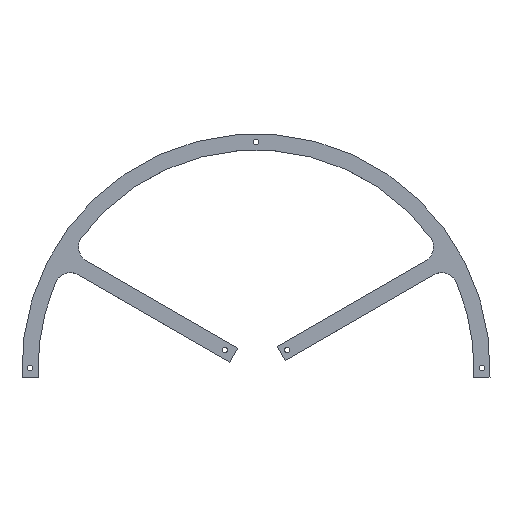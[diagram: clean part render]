
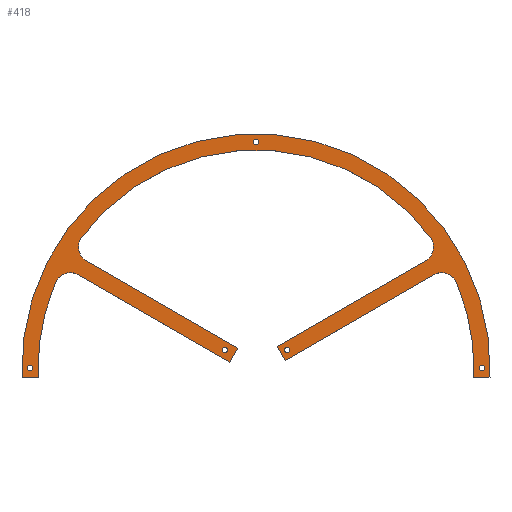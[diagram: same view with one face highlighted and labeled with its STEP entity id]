
A CAD part, top view. The second image highlights one B-rep face of the part: STEP entity #418.
In plain terms, the highlighted planar face has unit normal (0, 0, 1).
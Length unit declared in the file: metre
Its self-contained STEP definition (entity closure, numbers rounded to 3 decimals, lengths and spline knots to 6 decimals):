
#25=CIRCLE('',#455,0.1447);
#26=CIRCLE('',#456,0.1347);
#27=CIRCLE('',#457,0.01);
#28=CIRCLE('',#458,0.01);
#29=CIRCLE('',#459,0.1347);
#30=CIRCLE('',#460,0.01);
#31=CIRCLE('',#461,0.01);
#32=CIRCLE('',#462,0.1347);
#33=CIRCLE('',#463,0.0017);
#34=CIRCLE('',#464,0.0017);
#35=CIRCLE('',#465,0.0017);
#36=CIRCLE('',#466,0.0017);
#37=CIRCLE('',#467,0.0017);
#55=ORIENTED_EDGE('',*,*,#171,.T.);
#56=ORIENTED_EDGE('',*,*,#170,.T.);
#57=ORIENTED_EDGE('',*,*,#172,.F.);
#58=ORIENTED_EDGE('',*,*,#173,.F.);
#59=ORIENTED_EDGE('',*,*,#174,.T.);
#60=ORIENTED_EDGE('',*,*,#175,.T.);
#61=ORIENTED_EDGE('',*,*,#176,.T.);
#62=ORIENTED_EDGE('',*,*,#177,.F.);
#63=ORIENTED_EDGE('',*,*,#178,.F.);
#64=ORIENTED_EDGE('',*,*,#179,.F.);
#65=ORIENTED_EDGE('',*,*,#180,.F.);
#66=ORIENTED_EDGE('',*,*,#181,.F.);
#67=ORIENTED_EDGE('',*,*,#182,.F.);
#68=ORIENTED_EDGE('',*,*,#183,.F.);
#69=ORIENTED_EDGE('',*,*,#184,.F.);
#70=ORIENTED_EDGE('',*,*,#185,.T.);
#71=ORIENTED_EDGE('',*,*,#186,.F.);
#72=ORIENTED_EDGE('',*,*,#187,.F.);
#73=ORIENTED_EDGE('',*,*,#188,.F.);
#74=ORIENTED_EDGE('',*,*,#189,.F.);
#75=ORIENTED_EDGE('',*,*,#190,.F.);
#170=EDGE_CURVE('',#225,#228,#270,.T.);
#171=EDGE_CURVE('',#229,#225,#25,.T.);
#172=EDGE_CURVE('',#230,#228,#26,.T.);
#173=EDGE_CURVE('',#231,#230,#27,.T.);
#174=EDGE_CURVE('',#231,#232,#271,.T.);
#175=EDGE_CURVE('',#232,#233,#272,.T.);
#176=EDGE_CURVE('',#233,#234,#273,.T.);
#177=EDGE_CURVE('',#235,#234,#28,.T.);
#178=EDGE_CURVE('',#236,#235,#29,.T.);
#179=EDGE_CURVE('',#237,#236,#30,.T.);
#180=EDGE_CURVE('',#238,#237,#274,.T.);
#181=EDGE_CURVE('',#239,#238,#275,.T.);
#182=EDGE_CURVE('',#240,#239,#276,.T.);
#183=EDGE_CURVE('',#241,#240,#31,.T.);
#184=EDGE_CURVE('',#242,#241,#32,.T.);
#185=EDGE_CURVE('',#242,#229,#277,.T.);
#186=EDGE_CURVE('',#243,#243,#33,.T.);
#187=EDGE_CURVE('',#244,#244,#34,.T.);
#188=EDGE_CURVE('',#245,#245,#35,.T.);
#189=EDGE_CURVE('',#246,#246,#36,.T.);
#190=EDGE_CURVE('',#247,#247,#37,.T.);
#225=VERTEX_POINT('',#637);
#228=VERTEX_POINT('',#642);
#229=VERTEX_POINT('',#646);
#230=VERTEX_POINT('',#648);
#231=VERTEX_POINT('',#650);
#232=VERTEX_POINT('',#652);
#233=VERTEX_POINT('',#654);
#234=VERTEX_POINT('',#656);
#235=VERTEX_POINT('',#658);
#236=VERTEX_POINT('',#660);
#237=VERTEX_POINT('',#662);
#238=VERTEX_POINT('',#664);
#239=VERTEX_POINT('',#666);
#240=VERTEX_POINT('',#668);
#241=VERTEX_POINT('',#670);
#242=VERTEX_POINT('',#672);
#243=VERTEX_POINT('',#675);
#244=VERTEX_POINT('',#677);
#245=VERTEX_POINT('',#679);
#246=VERTEX_POINT('',#681);
#247=VERTEX_POINT('',#683);
#270=LINE('',#643,#302);
#271=LINE('',#651,#303);
#272=LINE('',#653,#304);
#273=LINE('',#655,#305);
#274=LINE('',#663,#306);
#275=LINE('',#665,#307);
#276=LINE('',#667,#308);
#277=LINE('',#673,#309);
#302=VECTOR('',#509,1.);
#303=VECTOR('',#518,1.);
#304=VECTOR('',#519,1.);
#305=VECTOR('',#520,1.);
#306=VECTOR('',#527,1.);
#307=VECTOR('',#528,1.);
#308=VECTOR('',#529,1.);
#309=VECTOR('',#534,1.);
#332=EDGE_LOOP('',(#55,#56,#57,#58,#59,#60,#61,#62,#63,#64,#65,#66,#67,
#68,#69,#70));
#333=EDGE_LOOP('',(#71));
#334=EDGE_LOOP('',(#72));
#335=EDGE_LOOP('',(#73));
#336=EDGE_LOOP('',(#74));
#337=EDGE_LOOP('',(#75));
#370=FACE_BOUND('',#332,.T.);
#371=FACE_BOUND('',#333,.T.);
#372=FACE_BOUND('',#334,.T.);
#373=FACE_BOUND('',#335,.T.);
#374=FACE_BOUND('',#336,.T.);
#375=FACE_BOUND('',#337,.T.);
#408=PLANE('',#454);
#418=ADVANCED_FACE('',(#370,#371,#372,#373,#374,#375),#408,.T.);
#454=AXIS2_PLACEMENT_3D('',#644,#510,#511);
#455=AXIS2_PLACEMENT_3D('',#645,#512,#513);
#456=AXIS2_PLACEMENT_3D('',#647,#514,#515);
#457=AXIS2_PLACEMENT_3D('',#649,#516,#517);
#458=AXIS2_PLACEMENT_3D('',#657,#521,#522);
#459=AXIS2_PLACEMENT_3D('',#659,#523,#524);
#460=AXIS2_PLACEMENT_3D('',#661,#525,#526);
#461=AXIS2_PLACEMENT_3D('',#669,#530,#531);
#462=AXIS2_PLACEMENT_3D('',#671,#532,#533);
#463=AXIS2_PLACEMENT_3D('',#674,#535,#536);
#464=AXIS2_PLACEMENT_3D('',#676,#537,#538);
#465=AXIS2_PLACEMENT_3D('',#678,#539,#540);
#466=AXIS2_PLACEMENT_3D('',#680,#541,#542);
#467=AXIS2_PLACEMENT_3D('',#682,#543,#544);
#509=DIRECTION('',(1.,0.,0.));
#510=DIRECTION('',(0.,0.,1.));
#511=DIRECTION('',(1.,0.,0.));
#512=DIRECTION('',(0.,0.,1.));
#513=DIRECTION('',(1.,0.,0.));
#514=DIRECTION('',(0.,0.,1.));
#515=DIRECTION('',(1.,0.,0.));
#516=DIRECTION('',(0.,0.,1.));
#517=DIRECTION('',(1.,0.,0.));
#518=DIRECTION('',(0.866,-0.5,0.));
#519=DIRECTION('',(0.5,0.866,0.));
#520=DIRECTION('',(-0.866,0.5,0.));
#521=DIRECTION('',(0.,0.,1.));
#522=DIRECTION('',(1.,0.,0.));
#523=DIRECTION('',(0.,0.,1.));
#524=DIRECTION('',(1.,0.,0.));
#525=DIRECTION('',(0.,0.,1.));
#526=DIRECTION('',(1.,0.,0.));
#527=DIRECTION('',(0.866,0.5,0.));
#528=DIRECTION('',(-0.5,0.866,0.));
#529=DIRECTION('',(-0.866,-0.5,0.));
#530=DIRECTION('',(0.,0.,1.));
#531=DIRECTION('',(1.,0.,0.));
#532=DIRECTION('',(0.,0.,1.));
#533=DIRECTION('',(1.,0.,0.));
#534=DIRECTION('',(1.,0.,0.));
#535=DIRECTION('',(0.,0.,1.));
#536=DIRECTION('',(1.,0.,0.));
#537=DIRECTION('',(0.,0.,1.));
#538=DIRECTION('',(1.,0.,0.));
#539=DIRECTION('',(0.,0.,1.));
#540=DIRECTION('',(1.,0.,0.));
#541=DIRECTION('',(0.,0.,1.));
#542=DIRECTION('',(1.,0.,0.));
#543=DIRECTION('',(0.,0.,1.));
#544=DIRECTION('',(1.,0.,0.));
#637=CARTESIAN_POINT('',(-0.144588,-0.0057,0.005));
#642=CARTESIAN_POINT('',(-0.134579,-0.0057,0.005));
#643=CARTESIAN_POINT('',(-0.139584,-0.0057,0.005));
#644=CARTESIAN_POINT('',(0.,0.,0.005));
#645=CARTESIAN_POINT('',(0.,0.,0.005));
#646=CARTESIAN_POINT('',(0.144588,-0.0057,0.005));
#647=CARTESIAN_POINT('',(0.,0.,0.005));
#648=CARTESIAN_POINT('',(-0.123908,0.052829,0.005));
#649=CARTESIAN_POINT('',(-0.114709,0.048907,0.005));
#650=CARTESIAN_POINT('',(-0.109709,0.057567,0.005));
#651=CARTESIAN_POINT('',(-0.063033,0.030619,0.005));
#652=CARTESIAN_POINT('',(-0.016356,0.00367,0.005));
#653=CARTESIAN_POINT('',(-0.013856,0.008,0.005));
#654=CARTESIAN_POINT('',(-0.011356,0.01233,0.005));
#655=CARTESIAN_POINT('',(-0.058033,0.039279,0.005));
#656=CARTESIAN_POINT('',(-0.104709,0.066227,0.005));
#657=CARTESIAN_POINT('',(-0.099709,0.074888,0.005));
#658=CARTESIAN_POINT('',(-0.107705,0.080893,0.005));
#659=CARTESIAN_POINT('',(0.,0.,0.005));
#660=CARTESIAN_POINT('',(0.107705,0.080893,0.005));
#661=CARTESIAN_POINT('',(0.099709,0.074888,0.005));
#662=CARTESIAN_POINT('',(0.104709,0.066227,0.005));
#663=CARTESIAN_POINT('',(0.058899,0.039779,0.005));
#664=CARTESIAN_POINT('',(0.013088,0.01333,0.005));
#665=CARTESIAN_POINT('',(0.015588,0.009,0.005));
#666=CARTESIAN_POINT('',(0.018088,0.00467,0.005));
#667=CARTESIAN_POINT('',(0.063899,0.031119,0.005));
#668=CARTESIAN_POINT('',(0.109709,0.057567,0.005));
#669=CARTESIAN_POINT('',(0.114709,0.048907,0.005));
#670=CARTESIAN_POINT('',(0.123908,0.052829,0.005));
#671=CARTESIAN_POINT('',(0.,0.,0.005));
#672=CARTESIAN_POINT('',(0.134579,-0.0057,0.005));
#673=CARTESIAN_POINT('',(0.139584,-0.0057,0.005));
#674=CARTESIAN_POINT('',(0.1397,0.,0.005));
#675=CARTESIAN_POINT('',(0.1414,0.,0.005));
#676=CARTESIAN_POINT('',(0.,0.1397,0.005));
#677=CARTESIAN_POINT('',(0.0017,0.1397,0.005));
#678=CARTESIAN_POINT('',(-0.1397,0.,0.005));
#679=CARTESIAN_POINT('',(-0.138,0.,0.005));
#680=CARTESIAN_POINT('',(0.019269,0.011125,0.005));
#681=CARTESIAN_POINT('',(0.020969,0.011125,0.005));
#682=CARTESIAN_POINT('',(-0.019269,0.011125,0.005));
#683=CARTESIAN_POINT('',(-0.017569,0.011125,0.005));
